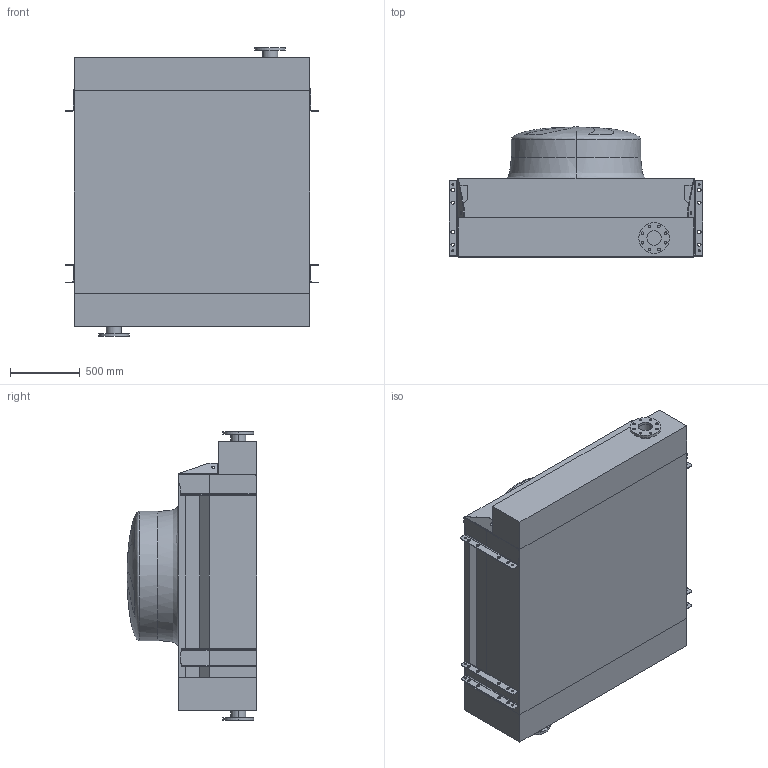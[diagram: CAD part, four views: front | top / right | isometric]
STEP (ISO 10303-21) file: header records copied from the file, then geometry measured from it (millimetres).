
FILE_DESCRIPTION (( 'STEP AP203' ), '1' );
FILE_NAME ('BOM_01L-I.step', '2022-05-05T13:21:24', ( '' ), ( '' ), 'SwSTEP 2.0', 'SolidWorks 2019', '' );
FILE_SCHEMA (( 'CONFIG_CONTROL_DESIGN' ));
Length unit declared in the file: millimetre
Products named in the file (1): BOM_01L-I
Bounding box: 1820 x 930 x 2070 mm (x, y, z)
Volume: 1926173361 mm3; surface area: 15577875.8 mm2
Topology: 7 solids, 7 shells, 341 faces, 965 edges, 647 vertices
Faces by surface type: cylinder 182, plane 142, bspline 17
Entity records: 13186 total; most frequent: CARTESIAN_POINT 3851, DIRECTION 1932, ORIENTED_EDGE 1926, EDGE_CURVE 963, AXIS2_PLACEMENT_3D 697, VERTEX_POINT 647, LINE 538, VECTOR 538
